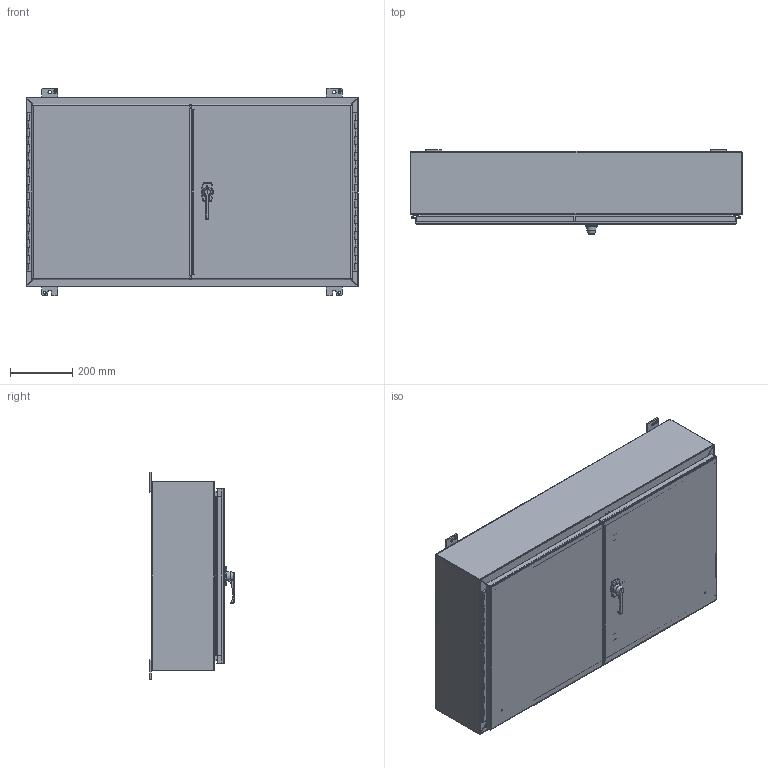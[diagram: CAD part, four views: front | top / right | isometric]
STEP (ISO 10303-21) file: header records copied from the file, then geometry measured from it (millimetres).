
FILE_DESCRIPTION (( 'STEP AP214' ), '1' );
FILE_NAME ('1422P8.STEP', '2019-11-07T23:03:30', ( '' ), ( '' ), 'SwSTEP 2.0', 'SolidWorks 2019', '' );
FILE_SCHEMA (( 'AUTOMOTIVE_DESIGN' ));
Length unit declared in the file: inch
Products named in the file (1): 1422P8
Bounding box: 1066.8 x 270.18 x 666.75 mm (x, y, z)
Surface area: 5953883.6 mm2 (no closed solid volume)
Topology: 0 solids, 76 shells, 1493 faces, 3632 edges, 2312 vertices
Faces by surface type: plane 920, cylinder 423, bspline 137, cone 9, torus 4
Full cylindrical faces by diameter (mm): 2.54 x2, 3.238 x2, 3.967 x2, 4.572 x2, 4.762 x4, 4.763 x4, 4.801 x2, 4.978 x2, 5.461 x4, 5.537 x4, 5.563 x1, 6.35 x5, 7.137 x4, 7.722 x8, 7.805 x9, 7.937 x5, 7.938 x5, 8.382 x6, 9.525 x6, 10.211 x2, 11.112 x4, 11.125 x1, 11.303 x6, 12.7 x12, 15.24 x1, 16.51 x6, 19.05 x4, 20.904 x1, 23.812 x1, 25.4 x7
Entity records: 51239 total; most frequent: CARTESIAN_POINT 16572, ORIENTED_EDGE 6880, DIRECTION 6588, EDGE_CURVE 3451, VECTOR 2326, LINE 2326, VERTEX_POINT 2297, AXIS2_PLACEMENT_3D 2131
